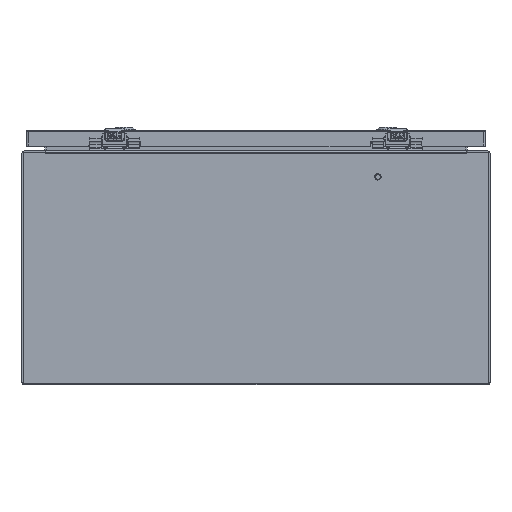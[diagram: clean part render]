
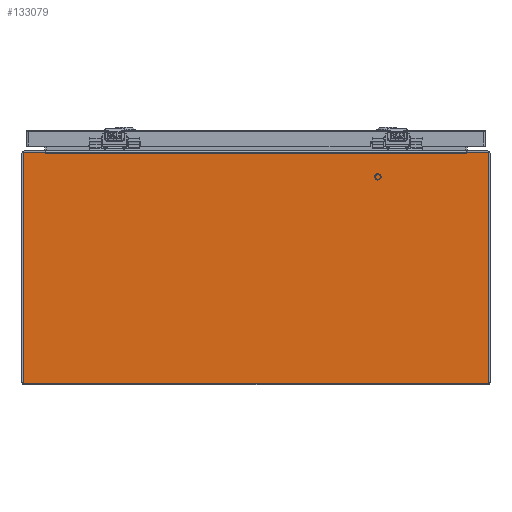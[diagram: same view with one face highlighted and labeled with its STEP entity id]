
A CAD part, front view. The second image highlights one B-rep face of the part: STEP entity #133079.
In plain terms, the highlighted face is planar.
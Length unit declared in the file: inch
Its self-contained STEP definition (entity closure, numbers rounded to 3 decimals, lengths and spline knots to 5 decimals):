
#3603 = LINE ( 'NONE', #123903, #55767 ) ;
#5116 = DIRECTION ( 'NONE',  ( 0., 0., 1. ) ) ;
#7238 = VERTEX_POINT ( 'NONE', #127074 ) ;
#8431 = CARTESIAN_POINT ( 'NONE',  ( -29.69, 11.69, -1.136 ) ) ;
#11518 = CARTESIAN_POINT ( 'NONE',  ( -29.69, -0.247, -1.216 ) ) ;
#12021 = EDGE_CURVE ( 'NONE', #138863, #101252, #95947, .T. ) ;
#12396 = AXIS2_PLACEMENT_3D ( 'NONE', #139273, #86808, #100824 ) ;
#12700 = LINE ( 'NONE', #38871, #21126 ) ;
#13045 = CIRCLE ( 'NONE', #127403, 0.08 ) ;
#14442 = DIRECTION ( 'NONE',  ( 0., 1., 0. ) ) ;
#14939 = CARTESIAN_POINT ( 'NONE',  ( -29.69, 22.488, -1.19 ) ) ;
#16397 = CARTESIAN_POINT ( 'NONE',  ( -29.69, 22.49578, -1.19 ) ) ;
#17036 = LINE ( 'NONE', #30179, #60552 ) ;
#20549 = DIRECTION ( 'NONE',  ( 0., 0., 1. ) ) ;
#20989 = ORIENTED_EDGE ( 'NONE', *, *, #97516, .F. ) ;
#21126 = VECTOR ( 'NONE', #14442, 39.37008 ) ;
#21856 = LINE ( 'NONE', #157922, #126431 ) ;
#22350 = ORIENTED_EDGE ( 'NONE', *, *, #53998, .F. ) ;
#24350 = CARTESIAN_POINT ( 'NONE',  ( -29.69, 23.627, -1.216 ) ) ;
#24530 = ORIENTED_EDGE ( 'NONE', *, *, #159455, .F. ) ;
#25811 = ORIENTED_EDGE ( 'NONE', *, *, #114579, .T. ) ;
#27387 = VECTOR ( 'NONE', #116594, 39.37008 ) ;
#30179 = CARTESIAN_POINT ( 'NONE',  ( -29.69, 0.88422, -1.19 ) ) ;
#32959 = FACE_OUTER_BOUND ( 'NONE', #121077, .T. ) ;
#33623 = EDGE_CURVE ( 'NONE', #126974, #138863, #17036, .T. ) ;
#34038 = VERTEX_POINT ( 'NONE', #11518 ) ;
#35401 = DIRECTION ( 'NONE',  ( 0., -1., 0. ) ) ;
#35425 = ORIENTED_EDGE ( 'NONE', *, *, #84074, .F. ) ;
#38829 = ORIENTED_EDGE ( 'NONE', *, *, #73892, .F. ) ;
#38871 = CARTESIAN_POINT ( 'NONE',  ( -29.69, 11.69, -13.01 ) ) ;
#39556 = ORIENTED_EDGE ( 'NONE', *, *, #149191, .F. ) ;
#39938 = EDGE_CURVE ( 'NONE', #160783, #70808, #131243, .T. ) ;
#41450 = EDGE_CURVE ( 'NONE', #121400, #97599, #103778, .T. ) ;
#42029 = CARTESIAN_POINT ( 'NONE',  ( -29.69, -0.167, -12.93 ) ) ;
#43953 = CARTESIAN_POINT ( 'NONE',  ( -29.69, 0.87164, -1.163 ) ) ;
#51642 = CARTESIAN_POINT ( 'NONE',  ( -29.69, 0.8764, -1.19 ) ) ;
#52428 = DIRECTION ( 'NONE',  ( 0., 0., 1. ) ) ;
#53998 = EDGE_CURVE ( 'NONE', #124448, #7238, #78181, .T. ) ;
#55767 = VECTOR ( 'NONE', #135236, 39.37008 ) ;
#56048 = DIRECTION ( 'NONE',  ( 1., 0., 0. ) ) ;
#57631 = DIRECTION ( 'NONE',  ( 0., 1., 0. ) ) ;
#59922 = CARTESIAN_POINT ( 'NONE',  ( -29.69, 11.69, -7.073 ) ) ;
#60552 = VECTOR ( 'NONE', #83309, 39.37008 ) ;
#62485 = ORIENTED_EDGE ( 'NONE', *, *, #151260, .F. ) ;
#64242 = VERTEX_POINT ( 'NONE', #24350 ) ;
#65201 = DIRECTION ( 'NONE',  ( 1., 0., 0. ) ) ;
#67556 = AXIS2_PLACEMENT_3D ( 'NONE', #42029, #56048, #120543 ) ;
#70808 = VERTEX_POINT ( 'NONE', #164983 ) ;
#73892 = EDGE_CURVE ( 'NONE', #97599, #160783, #12700, .T. ) ;
#76306 = CARTESIAN_POINT ( 'NONE',  ( -29.69, 22.51312, -1.136 ) ) ;
#76818 = CARTESIAN_POINT ( 'NONE',  ( -29.69, 23.627, -7.073 ) ) ;
#78181 = LINE ( 'NONE', #143713, #27387 ) ;
#83309 = DIRECTION ( 'NONE',  ( 0., 1., 0. ) ) ;
#84074 = EDGE_CURVE ( 'NONE', #157195, #166447, #127886, .T. ) ;
#84086 = EDGE_CURVE ( 'NONE', #166447, #34038, #143298, .T. ) ;
#85228 = VECTOR ( 'NONE', #159576, 39.37008 ) ;
#86043 = PLANE ( 'NONE',  #126308 ) ;
#86808 = DIRECTION ( 'NONE',  ( 1., 0., 0. ) ) ;
#87677 = VERTEX_POINT ( 'NONE', #148275 ) ;
#88356 = ORIENTED_EDGE ( 'NONE', *, *, #41450, .F. ) ;
#94046 = VECTOR ( 'NONE', #52428, 39.37008 ) ;
#95947 = LINE ( 'NONE', #138739, #144123 ) ;
#97145 = DIRECTION ( 'NONE',  ( 0., 0.174, -0.985 ) ) ;
#97516 = EDGE_CURVE ( 'NONE', #87677, #124448, #3603, .T. ) ;
#97599 = VERTEX_POINT ( 'NONE', #121257 ) ;
#100824 = DIRECTION ( 'NONE',  ( 0., 0., 1. ) ) ;
#101252 = VERTEX_POINT ( 'NONE', #14939 ) ;
#102086 = ORIENTED_EDGE ( 'NONE', *, *, #12021, .T. ) ;
#103778 = CIRCLE ( 'NONE', #67556, 0.08 ) ;
#109623 = ORIENTED_EDGE ( 'NONE', *, *, #33623, .T. ) ;
#114275 = DIRECTION ( 'NONE',  ( 0., 0., -1. ) ) ;
#114579 = EDGE_CURVE ( 'NONE', #157195, #126974, #139921, .T. ) ;
#116594 = DIRECTION ( 'NONE',  ( 0., -0.174, -0.985 ) ) ;
#118151 = VECTOR ( 'NONE', #35401, 39.37008 ) ;
#119090 = ORIENTED_EDGE ( 'NONE', *, *, #84086, .F. ) ;
#119158 = CARTESIAN_POINT ( 'NONE',  ( -29.69, -0.167, -1.136 ) ) ;
#119578 = EDGE_CURVE ( 'NONE', #70808, #64242, #172032, .T. ) ;
#120543 = DIRECTION ( 'NONE',  ( 0., 0., 1. ) ) ;
#121077 = EDGE_LOOP ( 'NONE', ( #20989, #24530, #147523, #148621, #38829, #88356, #39556, #119090, #35425, #25811, #109623, #102086, #62485, #22350 ) ) ;
#121257 = CARTESIAN_POINT ( 'NONE',  ( -29.69, -0.167, -13.01 ) ) ;
#121400 = VERTEX_POINT ( 'NONE', #148527 ) ;
#121505 = CARTESIAN_POINT ( 'NONE',  ( -29.69, 23.547, -13.01 ) ) ;
#122903 = AXIS2_PLACEMENT_3D ( 'NONE', #127874, #128733, #20549 ) ;
#123903 = CARTESIAN_POINT ( 'NONE',  ( -29.69, 11.69, -1.136 ) ) ;
#124448 = VERTEX_POINT ( 'NONE', #76306 ) ;
#126308 = AXIS2_PLACEMENT_3D ( 'NONE', #59922, #139372, #5116 ) ;
#126431 = VECTOR ( 'NONE', #114275, 39.37008 ) ;
#126974 = VERTEX_POINT ( 'NONE', #51642 ) ;
#127074 = CARTESIAN_POINT ( 'NONE',  ( -29.69, 22.5036, -1.19 ) ) ;
#127403 = AXIS2_PLACEMENT_3D ( 'NONE', #133277, #65201, #144719 ) ;
#127874 = CARTESIAN_POINT ( 'NONE',  ( -29.69, 23.547, -12.93 ) ) ;
#127886 = LINE ( 'NONE', #8431, #118151 ) ;
#128733 = DIRECTION ( 'NONE',  ( 1., 0., 0. ) ) ;
#131243 = CIRCLE ( 'NONE', #122903, 0.08 ) ;
#133079 = ADVANCED_FACE ( 'NONE', ( #32959 ), #86043, .T. ) ;
#133277 = CARTESIAN_POINT ( 'NONE',  ( -29.69, 23.547, -1.216 ) ) ;
#135236 = DIRECTION ( 'NONE',  ( 0., -1., 0. ) ) ;
#138739 = CARTESIAN_POINT ( 'NONE',  ( -29.69, 11.69, -1.19 ) ) ;
#138863 = VERTEX_POINT ( 'NONE', #161422 ) ;
#139273 = CARTESIAN_POINT ( 'NONE',  ( -29.69, -0.167, -1.216 ) ) ;
#139372 = DIRECTION ( 'NONE',  ( -1., 0., 0. ) ) ;
#139921 = LINE ( 'NONE', #43953, #152200 ) ;
#143298 = CIRCLE ( 'NONE', #12396, 0.08 ) ;
#143713 = CARTESIAN_POINT ( 'NONE',  ( -29.69, 22.50836, -1.163 ) ) ;
#144123 = VECTOR ( 'NONE', #57631, 39.37008 ) ;
#144719 = DIRECTION ( 'NONE',  ( 0., 0., 1. ) ) ;
#147523 = ORIENTED_EDGE ( 'NONE', *, *, #119578, .F. ) ;
#148275 = CARTESIAN_POINT ( 'NONE',  ( -29.69, 23.547, -1.136 ) ) ;
#148527 = CARTESIAN_POINT ( 'NONE',  ( -29.69, -0.247, -12.93 ) ) ;
#148621 = ORIENTED_EDGE ( 'NONE', *, *, #39938, .F. ) ;
#149191 = EDGE_CURVE ( 'NONE', #34038, #121400, #21856, .T. ) ;
#151260 = EDGE_CURVE ( 'NONE', #7238, #101252, #163036, .T. ) ;
#152200 = VECTOR ( 'NONE', #97145, 39.37008 ) ;
#157195 = VERTEX_POINT ( 'NONE', #171959 ) ;
#157922 = CARTESIAN_POINT ( 'NONE',  ( -29.69, -0.247, -7.073 ) ) ;
#159455 = EDGE_CURVE ( 'NONE', #64242, #87677, #13045, .T. ) ;
#159576 = DIRECTION ( 'NONE',  ( 0., -1., 0. ) ) ;
#160783 = VERTEX_POINT ( 'NONE', #121505 ) ;
#161422 = CARTESIAN_POINT ( 'NONE',  ( -29.69, 0.892, -1.19 ) ) ;
#163036 = LINE ( 'NONE', #16397, #85228 ) ;
#164983 = CARTESIAN_POINT ( 'NONE',  ( -29.69, 23.627, -12.93 ) ) ;
#166447 = VERTEX_POINT ( 'NONE', #119158 ) ;
#171959 = CARTESIAN_POINT ( 'NONE',  ( -29.69, 0.86688, -1.136 ) ) ;
#172032 = LINE ( 'NONE', #76818, #94046 ) ;
